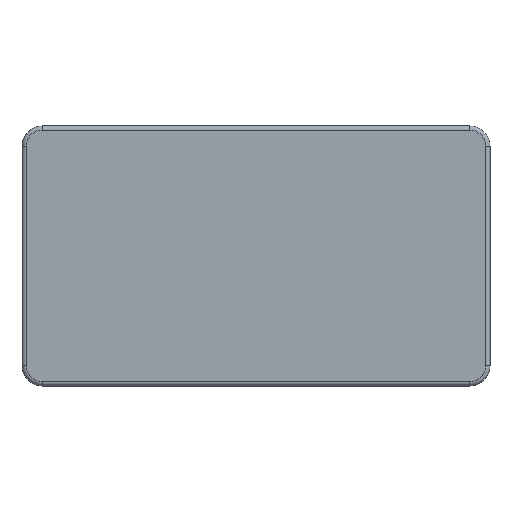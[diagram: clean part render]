
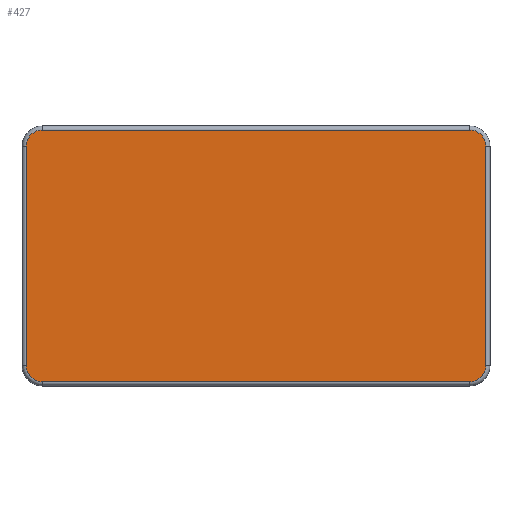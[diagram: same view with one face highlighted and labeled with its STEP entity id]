
A CAD part, top view. The second image highlights one B-rep face of the part: STEP entity #427.
In plain terms, the highlighted planar face has unit normal (0, 0, 1).
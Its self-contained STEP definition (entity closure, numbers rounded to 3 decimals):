
#427=ADVANCED_FACE('',(#1038),#1040,.T.);
#1038=FACE_BOUND('',#1039,.T.);
#1039=EDGE_LOOP('',(#1452,#1453,#1454,#1455,#1456,#1457,#1458,#1459));
#1040=PLANE('',#1041);
#1041=AXIS2_PLACEMENT_3D('',#1042,#1043,#1044);
#1042=CARTESIAN_POINT('',(0.,0.,26.3));
#1043=DIRECTION('',(0.,0.,1.));
#1044=DIRECTION('',(1.,0.,0.));
#1452=ORIENTED_EDGE('',*,*,#1700,.T.);
#1453=ORIENTED_EDGE('',*,*,#1701,.T.);
#1454=ORIENTED_EDGE('',*,*,#1702,.T.);
#1455=ORIENTED_EDGE('',*,*,#1703,.T.);
#1456=ORIENTED_EDGE('',*,*,#1704,.T.);
#1457=ORIENTED_EDGE('',*,*,#1705,.T.);
#1458=ORIENTED_EDGE('',*,*,#1706,.T.);
#1459=ORIENTED_EDGE('',*,*,#1707,.T.);
#1700=EDGE_CURVE('',#1932,#1933,#1934,.T.);
#1701=EDGE_CURVE('',#1933,#1935,#1936,.T.);
#1702=EDGE_CURVE('',#1935,#1937,#1938,.T.);
#1703=EDGE_CURVE('',#1937,#1939,#1940,.T.);
#1704=EDGE_CURVE('',#1939,#1941,#1942,.T.);
#1705=EDGE_CURVE('',#1941,#1943,#1944,.T.);
#1706=EDGE_CURVE('',#1943,#1945,#1946,.T.);
#1707=EDGE_CURVE('',#1945,#1932,#1947,.T.);
#1932=VERTEX_POINT('',#2436);
#1933=VERTEX_POINT('',#2437);
#1934=LINE('',#2438,#2439);
#1935=VERTEX_POINT('',#2441);
#1936=CIRCLE('',#2442,4.);
#1937=VERTEX_POINT('',#2446);
#1938=LINE('',#2447,#2448);
#1939=VERTEX_POINT('',#2450);
#1940=CIRCLE('',#2451,4.);
#1941=VERTEX_POINT('',#2455);
#1942=LINE('',#2456,#2457);
#1943=VERTEX_POINT('',#2459);
#1944=CIRCLE('',#2460,4.);
#1945=VERTEX_POINT('',#2464);
#1946=LINE('',#2465,#2466);
#1947=CIRCLE('',#2468,4.);
#2436=CARTESIAN_POINT('',(-56.25,26.8,26.3));
#2437=CARTESIAN_POINT('',(-56.25,-26.8,26.3));
#2438=CARTESIAN_POINT('',(-56.25,26.8,26.3));
#2439=VECTOR('',#2440,1.);
#2440=DIRECTION('',(0.,-1.,0.));
#2441=CARTESIAN_POINT('',(-52.25,-30.8,26.3));
#2442=AXIS2_PLACEMENT_3D('',#2443,#2444,#2445);
#2443=CARTESIAN_POINT('',(-52.25,-26.8,26.3));
#2444=DIRECTION('',(0.,-0.,1.));
#2445=DIRECTION('',(-1.,0.,0.));
#2446=CARTESIAN_POINT('',(52.25,-30.8,26.3));
#2447=CARTESIAN_POINT('',(-52.25,-30.8,26.3));
#2448=VECTOR('',#2449,1.);
#2449=DIRECTION('',(1.,0.,0.));
#2450=CARTESIAN_POINT('',(56.25,-26.8,26.3));
#2451=AXIS2_PLACEMENT_3D('',#2452,#2453,#2454);
#2452=CARTESIAN_POINT('',(52.25,-26.8,26.3));
#2453=DIRECTION('',(-0.,0.,1.));
#2454=DIRECTION('',(0.,-1.,0.));
#2455=CARTESIAN_POINT('',(56.25,26.8,26.3));
#2456=CARTESIAN_POINT('',(56.25,-26.8,26.3));
#2457=VECTOR('',#2458,1.);
#2458=DIRECTION('',(0.,1.,0.));
#2459=CARTESIAN_POINT('',(52.25,30.8,26.3));
#2460=AXIS2_PLACEMENT_3D('',#2461,#2462,#2463);
#2461=CARTESIAN_POINT('',(52.25,26.8,26.3));
#2462=DIRECTION('',(0.,0.,1.));
#2463=DIRECTION('',(1.,0.,0.));
#2464=CARTESIAN_POINT('',(-52.25,30.8,26.3));
#2465=CARTESIAN_POINT('',(52.25,30.8,26.3));
#2466=VECTOR('',#2467,1.);
#2467=DIRECTION('',(-1.,0.,0.));
#2468=AXIS2_PLACEMENT_3D('',#2469,#2470,#2471);
#2469=CARTESIAN_POINT('',(-52.25,26.8,26.3));
#2470=DIRECTION('',(0.,-0.,1.));
#2471=DIRECTION('',(0.,1.,0.));
